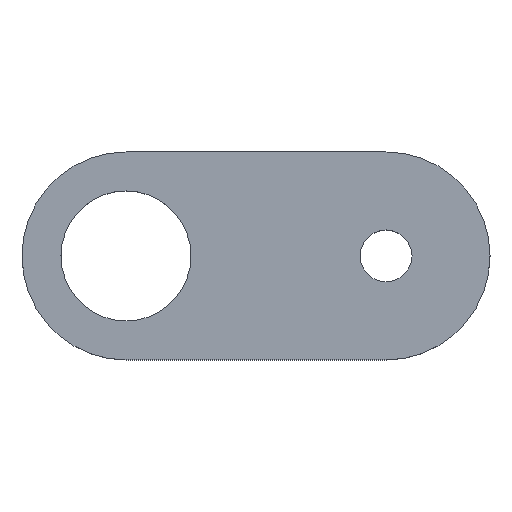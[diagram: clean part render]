
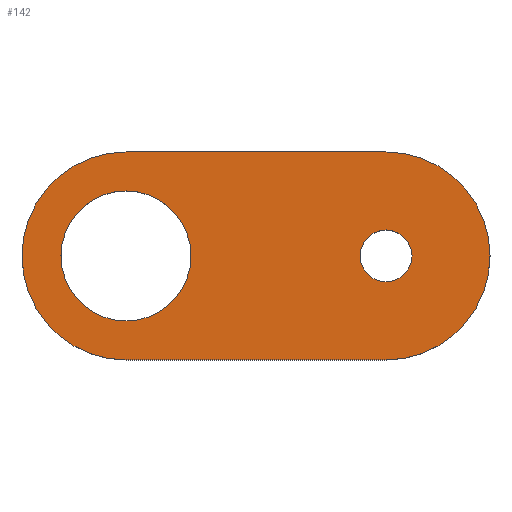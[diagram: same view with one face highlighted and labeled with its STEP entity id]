
A CAD part, top view. The second image highlights one B-rep face of the part: STEP entity #142.
In plain terms, the highlighted planar face has unit normal (0, 0, 1).
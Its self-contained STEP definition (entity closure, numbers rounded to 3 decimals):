
#6 = CIRCLE ( 'NONE', #94, 50. ) ;
#17 = EDGE_LOOP ( 'NONE', ( #66, #294, #82, #213, #145 ) ) ;
#20 = CARTESIAN_POINT ( 'NONE',  ( 250., -200., 100. ) ) ;
#23 = AXIS2_PLACEMENT_3D ( 'NONE', #129, #386, #131 ) ;
#25 = CARTESIAN_POINT ( 'NONE',  ( 250., 0., 100. ) ) ;
#42 = VERTEX_POINT ( 'NONE', #176 ) ;
#47 = EDGE_CURVE ( 'NONE', #405, #273, #254, .T. ) ;
#60 = CARTESIAN_POINT ( 'NONE',  ( -375., 0., 100. ) ) ;
#62 = ORIENTED_EDGE ( 'NONE', *, *, #381, .F. ) ;
#64 = PLANE ( 'NONE',  #23 ) ;
#66 = ORIENTED_EDGE ( 'NONE', *, *, #343, .T. ) ;
#78 = ORIENTED_EDGE ( 'NONE', *, *, #350, .F. ) ;
#82 = ORIENTED_EDGE ( 'NONE', *, *, #421, .T. ) ;
#83 = CARTESIAN_POINT ( 'NONE',  ( -250., 0., 100. ) ) ;
#94 = AXIS2_PLACEMENT_3D ( 'NONE', #288, #291, #97 ) ;
#95 = DIRECTION ( 'NONE',  ( 1., 0., 0. ) ) ;
#96 = DIRECTION ( 'NONE',  ( 0., 0., 1. ) ) ;
#97 = DIRECTION ( 'NONE',  ( 1., 0., 0. ) ) ;
#98 = DIRECTION ( 'NONE',  ( 1., 0., 0. ) ) ;
#100 = CARTESIAN_POINT ( 'NONE',  ( -250., 0., 100. ) ) ;
#107 = EDGE_CURVE ( 'NONE', #223, #405, #355, .T. ) ;
#110 = ORIENTED_EDGE ( 'NONE', *, *, #136, .F. ) ;
#114 = DIRECTION ( 'NONE',  ( 1., 0., 0. ) ) ;
#115 = CIRCLE ( 'NONE', #351, 200. ) ;
#126 = VECTOR ( 'NONE', #133, 1000. ) ;
#129 = CARTESIAN_POINT ( 'NONE',  ( 250., 0., 100. ) ) ;
#131 = DIRECTION ( 'NONE',  ( 1., 0., 0. ) ) ;
#133 = DIRECTION ( 'NONE',  ( 1., 0., 0. ) ) ;
#136 = EDGE_CURVE ( 'NONE', #179, #177, #210, .T. ) ;
#142 = ADVANCED_FACE ( 'NONE', ( #390, #277, #268 ), #64, .T. ) ;
#145 = ORIENTED_EDGE ( 'NONE', *, *, #47, .T. ) ;
#151 = EDGE_CURVE ( 'NONE', #163, #42, #298, .T. ) ;
#163 = VERTEX_POINT ( 'NONE', #289 ) ;
#169 = VERTEX_POINT ( 'NONE', #416 ) ;
#176 = CARTESIAN_POINT ( 'NONE',  ( 200., 0., 100. ) ) ;
#177 = VERTEX_POINT ( 'NONE', #201 ) ;
#179 = VERTEX_POINT ( 'NONE', #60 ) ;
#201 = CARTESIAN_POINT ( 'NONE',  ( -125., 0., 100. ) ) ;
#203 = DIRECTION ( 'NONE',  ( 0., 0., 1. ) ) ;
#210 = CIRCLE ( 'NONE', #308, 125. ) ;
#213 = ORIENTED_EDGE ( 'NONE', *, *, #107, .T. ) ;
#217 = AXIS2_PLACEMENT_3D ( 'NONE', #100, #414, #317 ) ;
#219 = DIRECTION ( 'NONE',  ( 0., 0., 1. ) ) ;
#223 = VERTEX_POINT ( 'NONE', #314 ) ;
#231 = CARTESIAN_POINT ( 'NONE',  ( 250., 0., 100. ) ) ;
#233 = DIRECTION ( 'NONE',  ( 0., 0., 1. ) ) ;
#236 = CIRCLE ( 'NONE', #335, 200. ) ;
#239 = EDGE_LOOP ( 'NONE', ( #62, #365 ) ) ;
#254 = LINE ( 'NONE', #368, #126 ) ;
#256 = CARTESIAN_POINT ( 'NONE',  ( -250., 0., 100. ) ) ;
#257 = CARTESIAN_POINT ( 'NONE',  ( -250., 200., 100. ) ) ;
#268 = FACE_BOUND ( 'NONE', #239, .T. ) ;
#269 = EDGE_LOOP ( 'NONE', ( #110, #78 ) ) ;
#273 = VERTEX_POINT ( 'NONE', #20 ) ;
#277 = FACE_OUTER_BOUND ( 'NONE', #17, .T. ) ;
#288 = CARTESIAN_POINT ( 'NONE',  ( 250., 0., 100. ) ) ;
#289 = CARTESIAN_POINT ( 'NONE',  ( 300., 0., 100. ) ) ;
#291 = DIRECTION ( 'NONE',  ( 0., 0., 1. ) ) ;
#294 = ORIENTED_EDGE ( 'NONE', *, *, #369, .T. ) ;
#298 = CIRCLE ( 'NONE', #422, 50. ) ;
#308 = AXIS2_PLACEMENT_3D ( 'NONE', #256, #233, #384 ) ;
#314 = CARTESIAN_POINT ( 'NONE',  ( -450., 0., 100. ) ) ;
#315 = DIRECTION ( 'NONE',  ( 0., 0., 1. ) ) ;
#317 = DIRECTION ( 'NONE',  ( 1., 0., 0. ) ) ;
#335 = AXIS2_PLACEMENT_3D ( 'NONE', #83, #219, #114 ) ;
#343 = EDGE_CURVE ( 'NONE', #273, #169, #115, .T. ) ;
#350 = EDGE_CURVE ( 'NONE', #177, #179, #420, .T. ) ;
#351 = AXIS2_PLACEMENT_3D ( 'NONE', #231, #315, #95 ) ;
#352 = CARTESIAN_POINT ( 'NONE',  ( 250., 200., 100. ) ) ;
#354 = CARTESIAN_POINT ( 'NONE',  ( -250., 0., 100. ) ) ;
#355 = CIRCLE ( 'NONE', #404, 200. ) ;
#362 = VECTOR ( 'NONE', #413, 1000. ) ;
#365 = ORIENTED_EDGE ( 'NONE', *, *, #151, .F. ) ;
#368 = CARTESIAN_POINT ( 'NONE',  ( 250., -200., 100. ) ) ;
#369 = EDGE_CURVE ( 'NONE', #169, #380, #399, .T. ) ;
#380 = VERTEX_POINT ( 'NONE', #257 ) ;
#381 = EDGE_CURVE ( 'NONE', #42, #163, #6, .T. ) ;
#382 = CARTESIAN_POINT ( 'NONE',  ( -250., -200., 100. ) ) ;
#384 = DIRECTION ( 'NONE',  ( 1., 0., 0. ) ) ;
#386 = DIRECTION ( 'NONE',  ( 0., 0., 1. ) ) ;
#387 = DIRECTION ( 'NONE',  ( 1., 0., 0. ) ) ;
#390 = FACE_BOUND ( 'NONE', #269, .T. ) ;
#399 = LINE ( 'NONE', #352, #362 ) ;
#404 = AXIS2_PLACEMENT_3D ( 'NONE', #354, #96, #387 ) ;
#405 = VERTEX_POINT ( 'NONE', #382 ) ;
#413 = DIRECTION ( 'NONE',  ( -1., 0., 0. ) ) ;
#414 = DIRECTION ( 'NONE',  ( 0., 0., 1. ) ) ;
#416 = CARTESIAN_POINT ( 'NONE',  ( 250., 200., 100. ) ) ;
#420 = CIRCLE ( 'NONE', #217, 125. ) ;
#421 = EDGE_CURVE ( 'NONE', #380, #223, #236, .T. ) ;
#422 = AXIS2_PLACEMENT_3D ( 'NONE', #25, #203, #98 ) ;
